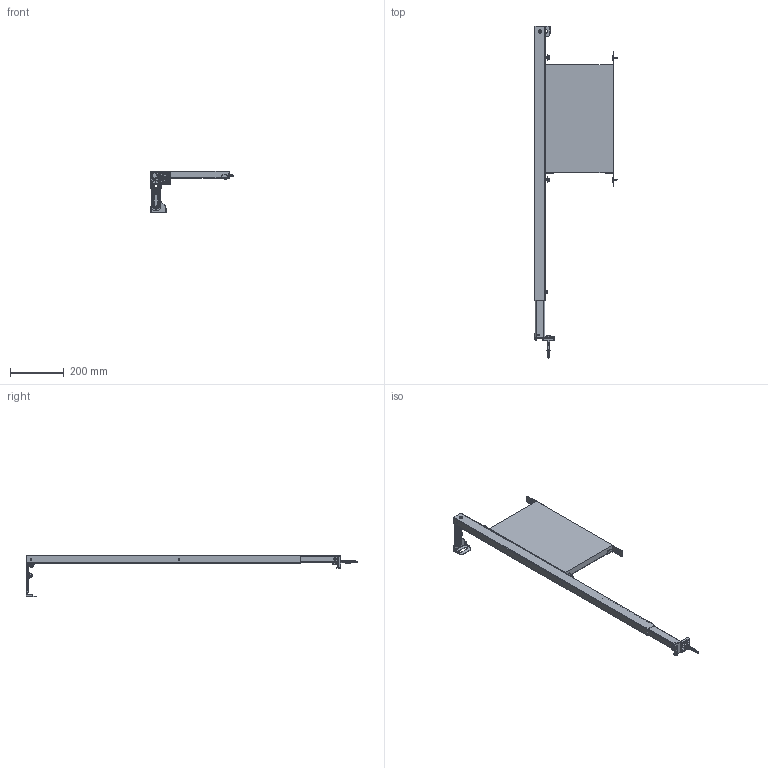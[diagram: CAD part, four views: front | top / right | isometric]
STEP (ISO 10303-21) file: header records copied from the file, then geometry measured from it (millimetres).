
FILE_DESCRIPTION((''),'2;1');
FILE_NAME('90_680_00_TL06_ASM','2019-01-23T',('mberthel'),(''),'PRO/ENGINEER BY PARAMETRIC TECHNOLOGY CORPORATION, 2015030','PRO/ENGINEER BY PARAMETRIC TECHNOLOGY CORPORATION, 2015030','');
FILE_SCHEMA(('CONFIG_CONTROL_DESIGN'));
Products named in the file (1): 90_680_00_TL06_ASM
Bounding box: 309.59 x 1235 x 155.2 mm (x, y, z)
Surface area: 653418.4 mm2 (no closed solid volume)
Topology: 0 solids, 105 shells, 1044 faces, 3777 edges, 2759 vertices
Faces by surface type: cylinder 410, plane 406, cone 95, bspline 78, torus 41, sphere 14
Entity records: 72675 total; most frequent: CARTESIAN_POINT 33497, DIRECTION 5717, ORIENTED_EDGE 5582, EDGE_CURVE 3755, VERTEX_POINT 2759, AXIS2_PLACEMENT_3D 1951, VECTOR 1815, LINE 1815
